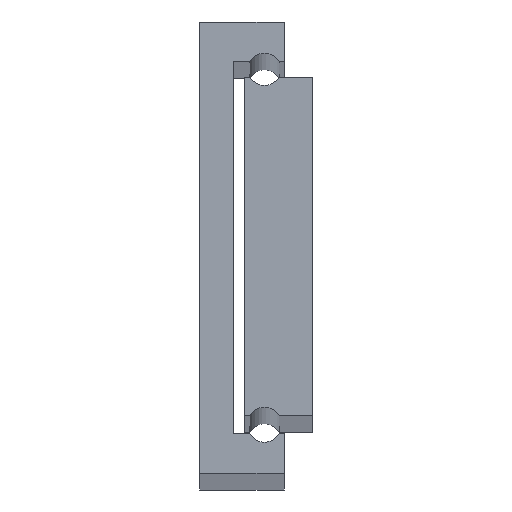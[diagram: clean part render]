
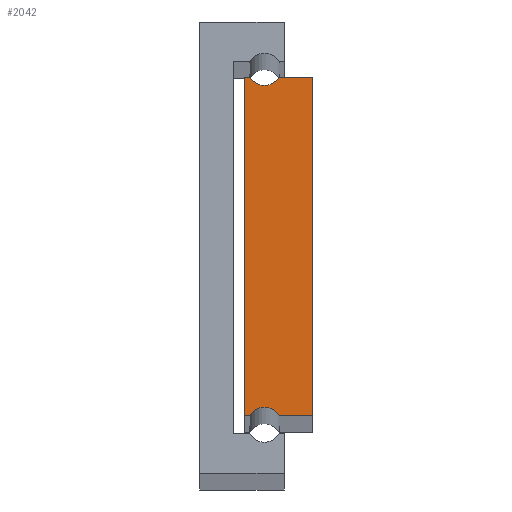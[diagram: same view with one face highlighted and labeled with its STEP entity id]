
A CAD part, top view. The second image highlights one B-rep face of the part: STEP entity #2042.
In plain terms, the highlighted planar face has unit normal (0, 0, 1).
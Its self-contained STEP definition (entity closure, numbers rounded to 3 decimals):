
#25 = DIRECTION ( 'NONE',  ( 0., 0., -1. ) ) ;
#64 = DIRECTION ( 'NONE',  ( -1., 0., 0. ) ) ;
#137 = EDGE_CURVE ( 'NONE', #1440, #1938, #2855, .T. ) ;
#233 = ORIENTED_EDGE ( 'NONE', *, *, #332, .T. ) ;
#299 = CARTESIAN_POINT ( 'NONE',  ( -4.071, 78.924, 850. ) ) ;
#332 = EDGE_CURVE ( 'NONE', #2243, #850, #2334, .T. ) ;
#454 = DIRECTION ( 'NONE',  ( 0., 1., 0. ) ) ;
#457 = CARTESIAN_POINT ( 'NONE',  ( -4.071, 18.924, 850. ) ) ;
#459 = DIRECTION ( 'NONE',  ( -1., 0., 0. ) ) ;
#486 = CARTESIAN_POINT ( 'NONE',  ( -4.071, 18.924, 850. ) ) ;
#557 = EDGE_LOOP ( 'NONE', ( #2956, #939, #233, #1370, #2791, #2393, #1215, #2114 ) ) ;
#613 = DIRECTION ( 'NONE',  ( -1., 0., 0. ) ) ;
#671 = CARTESIAN_POINT ( 'NONE',  ( 7.929, 78.924, 850. ) ) ;
#672 = VECTOR ( 'NONE', #454, 1000. ) ;
#731 = CARTESIAN_POINT ( 'NONE',  ( -4.071, 78.924, 850. ) ) ;
#746 = VERTEX_POINT ( 'NONE', #2900 ) ;
#760 = EDGE_CURVE ( 'NONE', #2379, #2243, #2440, .T. ) ;
#769 = CARTESIAN_POINT ( 'NONE',  ( -0.571, 17.424, 850. ) ) ;
#803 = DIRECTION ( 'NONE',  ( -1., 0., 0. ) ) ;
#850 = VERTEX_POINT ( 'NONE', #1283 ) ;
#886 = LINE ( 'NONE', #1862, #2003 ) ;
#892 = EDGE_CURVE ( 'NONE', #1950, #2379, #2281, .T. ) ;
#930 = CIRCLE ( 'NONE', #1952, 3. ) ;
#939 = ORIENTED_EDGE ( 'NONE', *, *, #760, .T. ) ;
#947 = VECTOR ( 'NONE', #2703, 1000. ) ;
#1182 = DIRECTION ( 'NONE',  ( 1., 0., 0. ) ) ;
#1215 = ORIENTED_EDGE ( 'NONE', *, *, #1569, .T. ) ;
#1283 = CARTESIAN_POINT ( 'NONE',  ( 2.027, 18.924, 850. ) ) ;
#1295 = VECTOR ( 'NONE', #64, 1000. ) ;
#1310 = AXIS2_PLACEMENT_3D ( 'NONE', #769, #1745, #803 ) ;
#1370 = ORIENTED_EDGE ( 'NONE', *, *, #1935, .T. ) ;
#1440 = VERTEX_POINT ( 'NONE', #2834 ) ;
#1457 = CARTESIAN_POINT ( 'NONE',  ( -3.169, 78.924, 850. ) ) ;
#1486 = CARTESIAN_POINT ( 'NONE',  ( -0.571, 80.424, 850. ) ) ;
#1517 = VERTEX_POINT ( 'NONE', #1457 ) ;
#1533 = LINE ( 'NONE', #2015, #1295 ) ;
#1569 = EDGE_CURVE ( 'NONE', #746, #1517, #930, .T. ) ;
#1572 = CARTESIAN_POINT ( 'NONE',  ( 7.929, 78.924, 850. ) ) ;
#1634 = CARTESIAN_POINT ( 'NONE',  ( 7.929, 18.924, 850. ) ) ;
#1641 = DIRECTION ( 'NONE',  ( 1., 0., 0. ) ) ;
#1745 = DIRECTION ( 'NONE',  ( 0., 0., -1. ) ) ;
#1849 = AXIS2_PLACEMENT_3D ( 'NONE', #2456, #25, #459 ) ;
#1862 = CARTESIAN_POINT ( 'NONE',  ( 2.027, 18.924, 850. ) ) ;
#1875 = CARTESIAN_POINT ( 'NONE',  ( -3.169, 18.924, 850. ) ) ;
#1934 = DIRECTION ( 'NONE',  ( 0., 0., -1. ) ) ;
#1935 = EDGE_CURVE ( 'NONE', #850, #1440, #886, .T. ) ;
#1938 = VERTEX_POINT ( 'NONE', #671 ) ;
#1950 = VERTEX_POINT ( 'NONE', #731 ) ;
#1952 = AXIS2_PLACEMENT_3D ( 'NONE', #1486, #1934, #1182 ) ;
#2003 = VECTOR ( 'NONE', #1641, 1000. ) ;
#2015 = CARTESIAN_POINT ( 'NONE',  ( -3.169, 78.924, 850. ) ) ;
#2042 = ADVANCED_FACE ( 'NONE', ( #2630 ), #3121, .F. ) ;
#2065 = VECTOR ( 'NONE', #3102, 1000. ) ;
#2087 = LINE ( 'NONE', #1572, #2925 ) ;
#2114 = ORIENTED_EDGE ( 'NONE', *, *, #2498, .T. ) ;
#2243 = VERTEX_POINT ( 'NONE', #1875 ) ;
#2281 = LINE ( 'NONE', #299, #947 ) ;
#2334 = CIRCLE ( 'NONE', #1310, 3. ) ;
#2379 = VERTEX_POINT ( 'NONE', #486 ) ;
#2393 = ORIENTED_EDGE ( 'NONE', *, *, #2908, .T. ) ;
#2440 = LINE ( 'NONE', #457, #2065 ) ;
#2456 = CARTESIAN_POINT ( 'NONE',  ( -0.571, 17.424, 850. ) ) ;
#2498 = EDGE_CURVE ( 'NONE', #1517, #1950, #1533, .T. ) ;
#2630 = FACE_OUTER_BOUND ( 'NONE', #557, .T. ) ;
#2703 = DIRECTION ( 'NONE',  ( 0., -1., 0. ) ) ;
#2791 = ORIENTED_EDGE ( 'NONE', *, *, #137, .T. ) ;
#2834 = CARTESIAN_POINT ( 'NONE',  ( 7.929, 18.924, 850. ) ) ;
#2855 = LINE ( 'NONE', #1634, #672 ) ;
#2900 = CARTESIAN_POINT ( 'NONE',  ( 2.027, 78.924, 850. ) ) ;
#2908 = EDGE_CURVE ( 'NONE', #1938, #746, #2087, .T. ) ;
#2925 = VECTOR ( 'NONE', #613, 1000. ) ;
#2956 = ORIENTED_EDGE ( 'NONE', *, *, #892, .T. ) ;
#3102 = DIRECTION ( 'NONE',  ( 1., 0., 0. ) ) ;
#3121 = PLANE ( 'NONE',  #1849 ) ;
